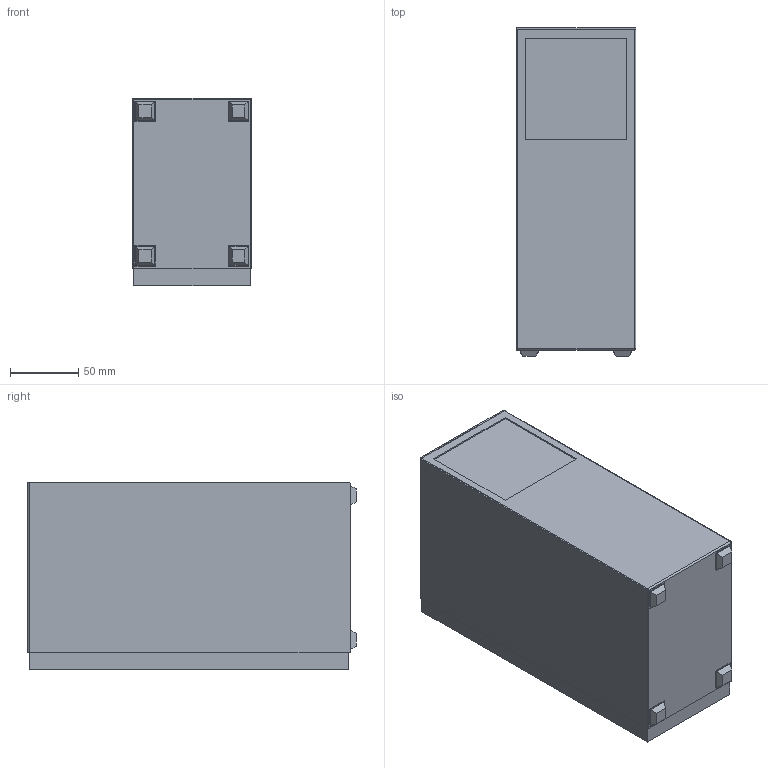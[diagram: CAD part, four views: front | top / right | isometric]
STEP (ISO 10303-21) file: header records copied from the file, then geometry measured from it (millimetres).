
FILE_DESCRIPTION (( 'STEP AP203' ), '1' );
FILE_NAME ('E3000.STEP', '2020-05-21T02:49:03', ( '' ), ( '' ), 'SwSTEP 2.0', 'SolidWorks 2017', '' );
FILE_SCHEMA (( 'CONFIG_CONTROL_DESIGN' ));
Length unit declared in the file: millimetre
Products named in the file (1): E3000
Bounding box: 87.4 x 240.1 x 137.3 mm (x, y, z)
Volume: 2810249.4 mm3; surface area: 212139.3 mm2
Topology: 6 solids, 6 shells, 98 faces, 222 edges, 147 vertices
Faces by surface type: plane 76, cylinder 15, cone 6, bspline 1
Entity records: 2802 total; most frequent: CARTESIAN_POINT 483, DIRECTION 460, ORIENTED_EDGE 444, EDGE_CURVE 222, VECTOR 180, LINE 180, VERTEX_POINT 147, AXIS2_PLACEMENT_3D 140
